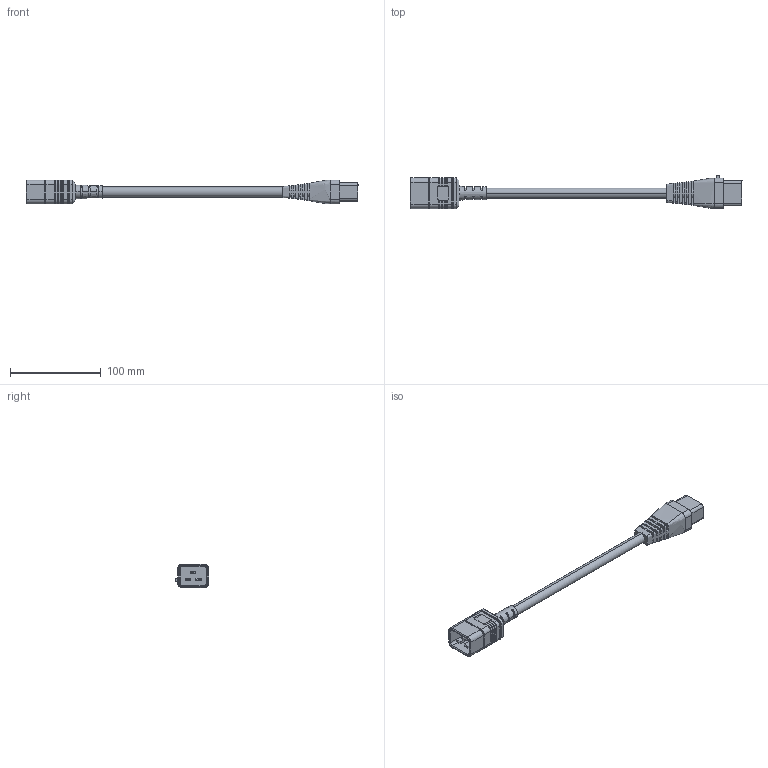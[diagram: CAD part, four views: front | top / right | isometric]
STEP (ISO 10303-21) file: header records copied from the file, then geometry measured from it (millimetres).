
FILE_DESCRIPTION (( 'STEP AP203' ), '1' );
FILE_NAME ('C19LC20-20_2D.STEP', '2022-09-22T15:35:59', ( '' ), ( '' ), 'SwSTEP 2.0', 'SolidWorks 2021', '' );
FILE_SCHEMA (( 'CONFIG_CONTROL_DESIGN' ));
Length unit declared in the file: millimetre
Products named in the file (4): SJT12AWG3X_CORDAGE; EN60320-C19 LOCKING PWR PLUG; C19LC20-20_2D; EN60320 C20 Black
Assembly tree (3 placements, depth 2):
  C19LC20-20_2D
    EN60320 C20 Black
    EN60320-C19 LOCKING PWR PLUG
    SJT12AWG3X_CORDAGE
Bounding box: 365.55 x 36.65 x 26.3 mm (x, y, z)
Volume: 100726.4 mm3; surface area: 38836.1 mm2
Topology: 5 solids, 5 shells, 475 faces, 1300 edges, 852 vertices
Faces by surface type: plane 285, cylinder 170, torus 10, cone 8, bspline 2
Entity records: 17552 total; most frequent: CARTESIAN_POINT 5053, ORIENTED_EDGE 2600, DIRECTION 2460, EDGE_CURVE 1300, VERTEX_POINT 852, AXIS2_PLACEMENT_3D 845, LINE 770, VECTOR 770
